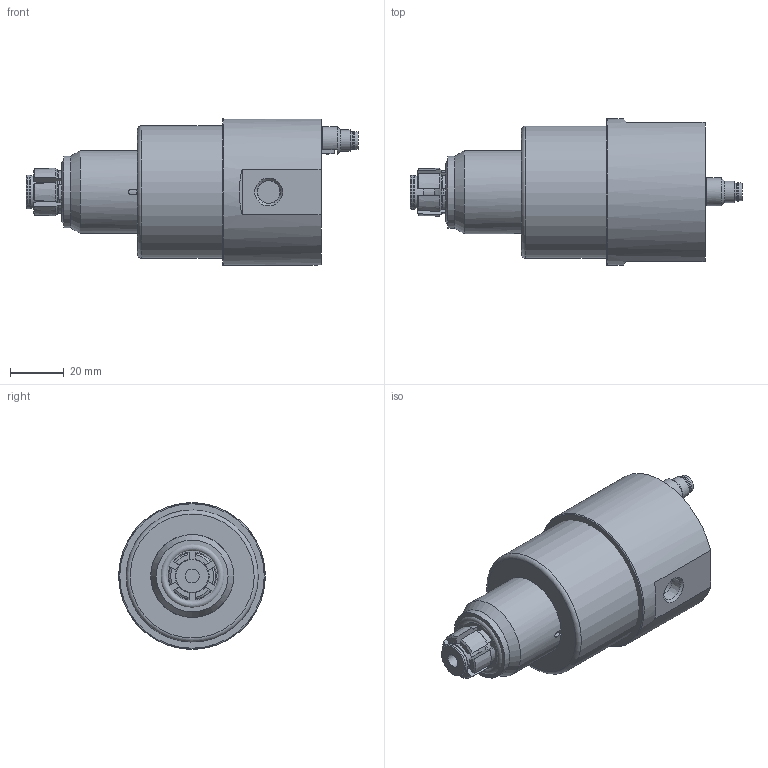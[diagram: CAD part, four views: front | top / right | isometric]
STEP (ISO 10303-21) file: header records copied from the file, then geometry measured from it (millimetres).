
FILE_DESCRIPTION(/* description */ (''),/* implementation_level */ '2;1');
FILE_NAME(/* name */ 'ZGNP4CV04XXX_CAD.stp',/* time_stamp */ '2021-11-29T13:12:32-06:00',/* author */ ('scott.gulden'),/* organization */ ('FasTest,Inc.'),/* preprocessor_version */ 'ST-DEVELOPER v17.2',/* originating_system */ 'Autodesk Inventor 2019',/* authorisation */ '');
FILE_SCHEMA (('AUTOMOTIVE_DESIGN { 1 0 10303 214 3 1 1 }'));
Length unit declared in the file: inch
Products named in the file (1): ZGNP4CV04XXX_CAD
Bounding box: 124.05 x 54.74 x 54.74 mm (x, y, z)
Volume: 226972.7 mm3; surface area: 51210.5 mm2
Topology: 27 solids, 27 shells, 1162 faces, 3209 edges, 2136 vertices
Faces by surface type: plane 780, cylinder 247, cone 74, torus 61
Full cylindrical faces by diameter (mm): 0.5 x2, 0.65 x5, 0.7 x6, 0.75 x3, 0.86 x6, 1 x6, 1.45 x1, 3.302 x2, 3.556 x2, 3.962 x2, 5 x1, 5.22 x4, 5.4 x1, 5.613 x1, 5.7 x1, 6.5 x1, 6.6 x1, 6.9 x1, 7.798 x1, 7.97 x1, 8.433 x1, 9.525 x1, 10.414 x2, 10.42 x1, 11.125 x1, 12.7 x2, 16.713 x1, 17.031 x1, 18.567 x1, 19.418 x1
Entity records: 39448 total; most frequent: CARTESIAN_POINT 7861, ORIENTED_EDGE 6442, DIRECTION 6207, EDGE_CURVE 3221, VERTEX_POINT 2162, LINE 2089, VECTOR 2089, AXIS2_PLACEMENT_3D 2059
